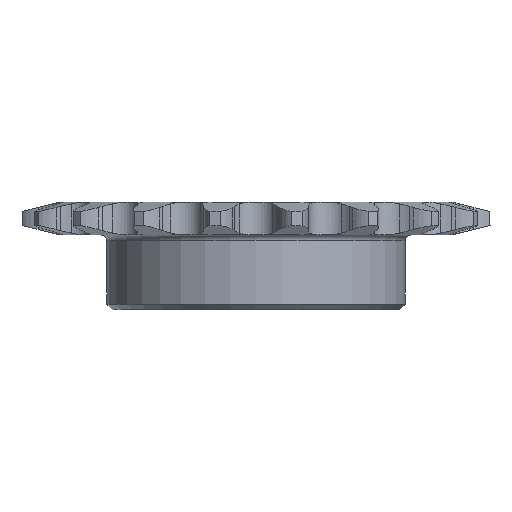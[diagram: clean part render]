
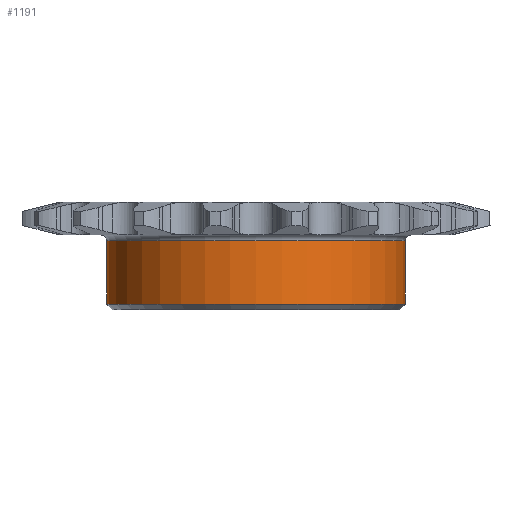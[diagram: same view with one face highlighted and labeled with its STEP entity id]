
A CAD part, front view. The second image highlights one B-rep face of the part: STEP entity #1191.
In plain terms, the highlighted cylindrical face has radius 12.7 mm (diameter 25.4 mm), a partial arc.
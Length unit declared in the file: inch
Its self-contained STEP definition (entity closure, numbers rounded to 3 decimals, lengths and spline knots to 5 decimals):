
#331 = CARTESIAN_POINT ( 'NONE',  ( 0., 0., -0.01969 ) ) ;
#415 = CARTESIAN_POINT ( 'NONE',  ( 0., 0., -0.23156 ) ) ;
#591 = LINE ( 'NONE', #2480, #5287 ) ;
#611 = ORIENTED_EDGE ( 'NONE', *, *, #6595, .T. ) ;
#679 = CARTESIAN_POINT ( 'NONE',  ( 0.5, 0., -0.23156 ) ) ;
#885 = VERTEX_POINT ( 'NONE', #2639 ) ;
#887 = DIRECTION ( 'NONE',  ( 1., 0., 0. ) ) ;
#1191 = ADVANCED_FACE ( 'NONE', ( #4177 ), #3652, .T. ) ;
#1798 = CARTESIAN_POINT ( 'NONE',  ( -0.5, 0., -0.23156 ) ) ;
#1936 = ORIENTED_EDGE ( 'NONE', *, *, #5456, .F. ) ;
#2358 = VERTEX_POINT ( 'NONE', #1798 ) ;
#2435 = DIRECTION ( 'NONE',  ( 0., 0., 1. ) ) ;
#2480 = CARTESIAN_POINT ( 'NONE',  ( 0.5, 0., -0.25125 ) ) ;
#2639 = CARTESIAN_POINT ( 'NONE',  ( 0.5, 0., -0.01969 ) ) ;
#2821 = EDGE_LOOP ( 'NONE', ( #1936, #6756, #7018, #611 ) ) ;
#3078 = DIRECTION ( 'NONE',  ( 0., 0., -1. ) ) ;
#3652 = CYLINDRICAL_SURFACE ( 'NONE', #7130, 0.5 ) ;
#3658 = LINE ( 'NONE', #4699, #5000 ) ;
#3948 = EDGE_CURVE ( 'NONE', #2358, #7226, #6046, .T. ) ;
#4177 = FACE_OUTER_BOUND ( 'NONE', #2821, .T. ) ;
#4456 = AXIS2_PLACEMENT_3D ( 'NONE', #331, #3078, #7219 ) ;
#4699 = CARTESIAN_POINT ( 'NONE',  ( -0.5, 0., -0.25125 ) ) ;
#4860 = DIRECTION ( 'NONE',  ( 0., 0., 1. ) ) ;
#4936 = CIRCLE ( 'NONE', #4456, 0.5 ) ;
#4959 = VERTEX_POINT ( 'NONE', #5161 ) ;
#5000 = VECTOR ( 'NONE', #5944, 39.37008 ) ;
#5161 = CARTESIAN_POINT ( 'NONE',  ( -0.5, 0., -0.01969 ) ) ;
#5287 = VECTOR ( 'NONE', #2435, 39.37008 ) ;
#5456 = EDGE_CURVE ( 'NONE', #2358, #4959, #3658, .T. ) ;
#5944 = DIRECTION ( 'NONE',  ( 0., 0., 1. ) ) ;
#6014 = CARTESIAN_POINT ( 'NONE',  ( 0., 0., -0.25125 ) ) ;
#6021 = DIRECTION ( 'NONE',  ( -1., 0., 0. ) ) ;
#6046 = CIRCLE ( 'NONE', #6541, 0.5 ) ;
#6431 = EDGE_CURVE ( 'NONE', #7226, #885, #591, .T. ) ;
#6541 = AXIS2_PLACEMENT_3D ( 'NONE', #415, #4860, #6021 ) ;
#6595 = EDGE_CURVE ( 'NONE', #885, #4959, #4936, .T. ) ;
#6625 = DIRECTION ( 'NONE',  ( 0., 0., 1. ) ) ;
#6756 = ORIENTED_EDGE ( 'NONE', *, *, #3948, .T. ) ;
#7018 = ORIENTED_EDGE ( 'NONE', *, *, #6431, .T. ) ;
#7130 = AXIS2_PLACEMENT_3D ( 'NONE', #6014, #6625, #887 ) ;
#7219 = DIRECTION ( 'NONE',  ( 1., 0., 0. ) ) ;
#7226 = VERTEX_POINT ( 'NONE', #679 ) ;
